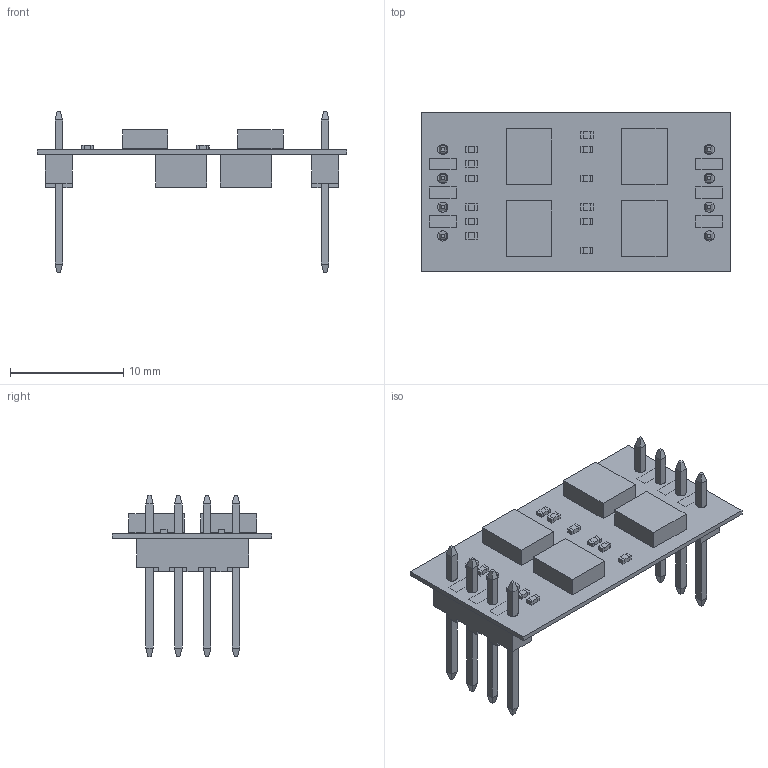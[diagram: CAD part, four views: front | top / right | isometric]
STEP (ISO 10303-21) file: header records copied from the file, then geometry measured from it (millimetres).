
FILE_DESCRIPTION(('Open CASCADE Model'),'2;1');
FILE_NAME('Open CASCADE Shape Model','2016-07-23T13:44:08',('Author'),( 'Open CASCADE'),'Open CASCADE STEP processor 6.8','Open CASCADE 6.8' ,'Unknown');
FILE_SCHEMA(('AUTOMOTIVE_DESIGN { 1 0 10303 214 1 1 1 1 }'));
Length unit declared in the file: millimetre
Products named in the file (37): PCB; Board; CON-MC; 022032041; Open CASCADE STEP translator 6.8 1.2.1.1; Open CASCADE STEP translator 6.8 1.2.1.2; CON-MOTOR; 100p; 708142000; Extruded; 708141184; 10UF; 881570632; IR4427; 881571040; IRF7389; 330R; 881570768; 881570904; 10K; 10R
Assembly tree (73 placements, depth 4):
  PCB
    Board
    CON-MC
      022032041
        Open CASCADE STEP translator 6.8 1.2.1.1
        Open CASCADE STEP translator 6.8 1.2.1.2
    CON-MOTOR
      022032041
        Open CASCADE STEP translator 6.8 1.2.1.1
        Open CASCADE STEP translator 6.8 1.2.1.2
    100p
      708142000  x2
        Extruded
      708141184
        Extruded
    100p
      708142000  x2
        Extruded
      708141184
        Extruded
    10UF
      881570632
        Extruded
    10UF
      881570632
        Extruded
    IR4427
      881571040
        Extruded
    IR4427
      881571040
        Extruded
    IRF7389
      881571040
        Extruded
    IRF7389
      881571040
        Extruded
    330R
      881570768  x2
        Extruded
      881570904
        Extruded
    330R
      881570768  x2
        Extruded
      881570904
        Extruded
    330R
      881570768  x2
        Extruded
      881570904
        Extruded
    330R
      881570768  x2
        Extruded
      881570904
        Extruded
    10K
      881570768  x2
Bounding box: 27.3 x 14.1 x 14.22 mm (x, y, z)
Volume: 652.3 mm3; surface area: 1872.9 mm2
Topology: 45 solids, 45 shells, 470 faces, 1044 edges, 696 vertices
Faces by surface type: plane 462, cylinder 8
Full cylindrical faces by diameter (mm): 0.9 x8
Entity records: 9935 total; most frequent: CARTESIAN_POINT 1626, DIRECTION 1524, LINE 1024, VECTOR 1024, ORIENTED_EDGE 704, PCURVE 704, DEFINITIONAL_REPRESENTATION 704, EDGE_CURVE 352
